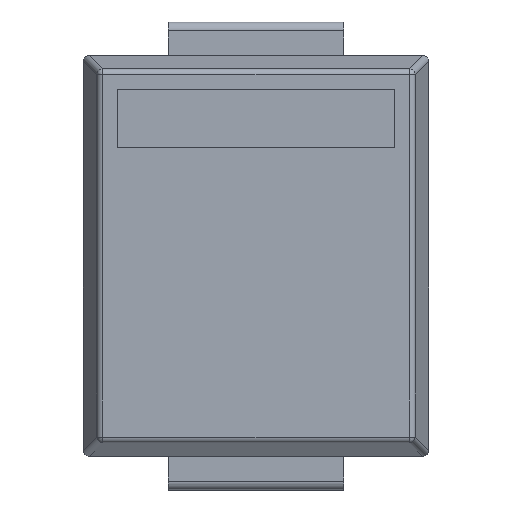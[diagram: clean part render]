
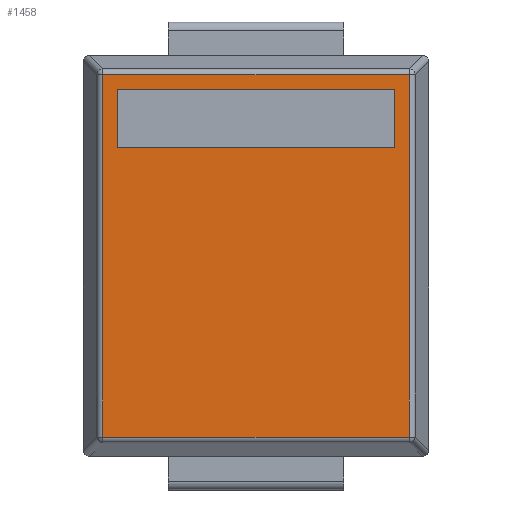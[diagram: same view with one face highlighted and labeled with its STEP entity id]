
A CAD part, top view. The second image highlights one B-rep face of the part: STEP entity #1458.
In plain terms, the highlighted planar face has unit normal (0, 0, 1).
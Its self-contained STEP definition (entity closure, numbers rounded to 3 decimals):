
#14=FACE_BOUND('',#238,.T.);
#156=FACE_OUTER_BOUND('',#237,.T.);
#237=EDGE_LOOP('',(#1056,#1057,#1058,#1059));
#238=EDGE_LOOP('',(#1060,#1061,#1062,#1063));
#290=LINE('',#2103,#428);
#294=LINE('',#2111,#432);
#297=LINE('',#2117,#435);
#300=LINE('',#2122,#438);
#307=LINE('',#2205,#445);
#309=LINE('',#2222,#447);
#315=LINE('',#2260,#453);
#317=LINE('',#2263,#455);
#428=VECTOR('',#1665,1.);
#432=VECTOR('',#1671,4.747);
#435=VECTOR('',#1676,1.);
#438=VECTOR('',#1681,4.747);
#445=VECTOR('',#1732,5.247);
#447=VECTOR('',#1752,5.247);
#453=VECTOR('',#1774,6.197);
#455=VECTOR('',#1778,6.197);
#566=VERTEX_POINT('',#2101);
#567=VERTEX_POINT('',#2102);
#570=VERTEX_POINT('',#2110);
#572=VERTEX_POINT('',#2116);
#590=VERTEX_POINT('',#2190);
#595=VERTEX_POINT('',#2200);
#598=VERTEX_POINT('',#2210);
#599=VERTEX_POINT('',#2214);
#698=EDGE_CURVE('',#566,#567,#290,.T.);
#702=EDGE_CURVE('',#570,#566,#294,.T.);
#705=EDGE_CURVE('',#572,#570,#297,.T.);
#708=EDGE_CURVE('',#567,#572,#300,.T.);
#733=EDGE_CURVE('',#590,#595,#307,.T.);
#741=EDGE_CURVE('',#599,#598,#309,.T.);
#753=EDGE_CURVE('',#595,#599,#315,.T.);
#755=EDGE_CURVE('',#598,#590,#317,.T.);
#1056=ORIENTED_EDGE('',*,*,#741,.F.);
#1057=ORIENTED_EDGE('',*,*,#753,.F.);
#1058=ORIENTED_EDGE('',*,*,#733,.F.);
#1059=ORIENTED_EDGE('',*,*,#755,.F.);
#1060=ORIENTED_EDGE('',*,*,#698,.T.);
#1061=ORIENTED_EDGE('',*,*,#708,.T.);
#1062=ORIENTED_EDGE('',*,*,#705,.T.);
#1063=ORIENTED_EDGE('',*,*,#702,.T.);
#1339=PLANE('',#1575);
#1458=ADVANCED_FACE('',(#156,#14),#1339,.T.);
#1575=AXIS2_PLACEMENT_3D('',#2352,#1847,#1848);
#1665=DIRECTION('',(0.,1.,0.));
#1671=DIRECTION('',(-1.,0.,0.));
#1676=DIRECTION('',(0.,-1.,0.));
#1681=DIRECTION('',(1.,0.,0.));
#1732=DIRECTION('',(1.,0.,0.));
#1752=DIRECTION('',(-1.,0.,0.));
#1774=DIRECTION('',(0.,-1.,0.));
#1778=DIRECTION('',(0.,1.,0.));
#1847=DIRECTION('center_axis',(0.,0.,1.));
#1848=DIRECTION('ref_axis',(0.,-1.,0.));
#2101=CARTESIAN_POINT('',(-2.373,1.848,2.25));
#2102=CARTESIAN_POINT('',(-2.373,2.848,2.25));
#2103=CARTESIAN_POINT('',(-2.373,2.637,2.25));
#2110=CARTESIAN_POINT('',(2.373,1.848,2.25));
#2111=CARTESIAN_POINT('',(1.187,1.848,2.25));
#2116=CARTESIAN_POINT('',(2.373,2.848,2.25));
#2117=CARTESIAN_POINT('',(2.373,3.137,2.25));
#2122=CARTESIAN_POINT('',(-1.187,2.848,2.25));
#2190=CARTESIAN_POINT('',(-2.623,3.098,2.25));
#2200=CARTESIAN_POINT('',(2.623,3.098,2.25));
#2205=CARTESIAN_POINT('',(0.,3.098,2.25));
#2210=CARTESIAN_POINT('',(-2.623,-3.098,2.25));
#2214=CARTESIAN_POINT('',(2.623,-3.098,2.25));
#2222=CARTESIAN_POINT('',(0.,-3.098,2.25));
#2260=CARTESIAN_POINT('',(2.623,2.569,2.25));
#2263=CARTESIAN_POINT('',(-2.623,2.569,2.25));
#2352=CARTESIAN_POINT('Origin',(0.,3.425,2.25));
